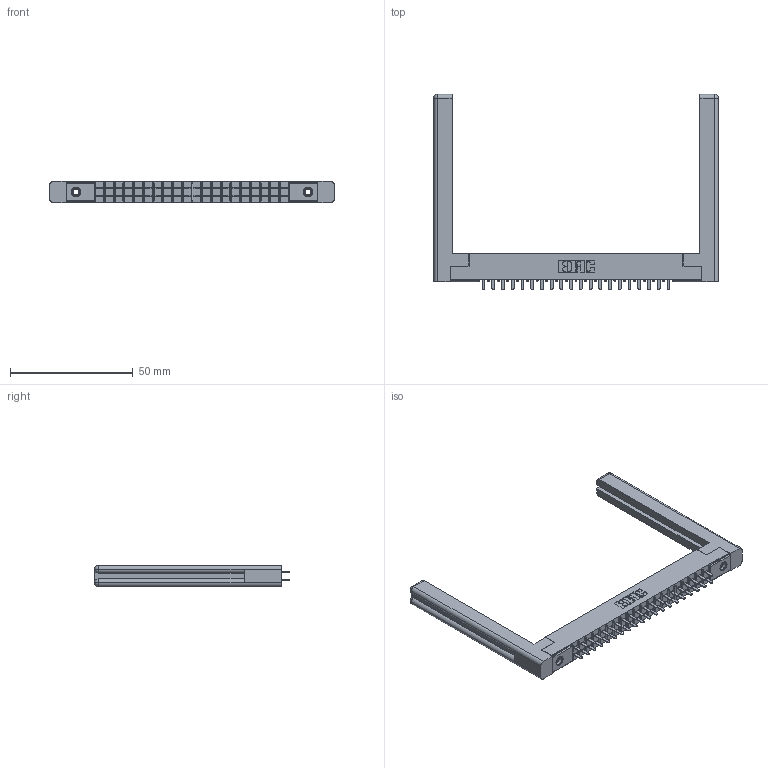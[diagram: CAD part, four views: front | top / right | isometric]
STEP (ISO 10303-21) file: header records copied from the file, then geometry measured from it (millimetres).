
FILE_DESCRIPTION (( 'STEP AP203' ), '1' );
FILE_NAME ('355-040-521-258.STEP', '2019-09-11T11:24:50', ( '' ), ( '' ), 'SwSTEP 2.0', 'SolidWorks 2016', '' );
FILE_SCHEMA (( 'CONFIG_CONTROL_DESIGN' ));
Length unit declared in the file: inch
Products named in the file (5): 307-220-058; 345-250-001_345-250-001-102; 305-290-001_521; 355-040-521-258; 305 Part_.156 Dia
Assembly tree (45 placements, depth 2):
  355-040-521-258
    305 Part_.156 Dia
    305-290-001_521  x40
    345-250-001_345-250-001-102  x2
    307-220-058  x2
Bounding box: 115.87 x 79.5 x 8.71 mm (x, y, z)
Volume: 14952.5 mm3; surface area: 18425.9 mm2
Topology: 45 solids, 45 shells, 2098 faces, 5930 edges, 3832 vertices
Faces by surface type: plane 1232, cylinder 762, sphere 80, cone 12, torus 12
Entity records: 26846 total; most frequent: CARTESIAN_POINT 4457, ORIENTED_EDGE 4362, DIRECTION 4291, EDGE_CURVE 2181, VECTOR 1731, LINE 1731, VERTEX_POINT 1392, AXIS2_PLACEMENT_3D 1280
